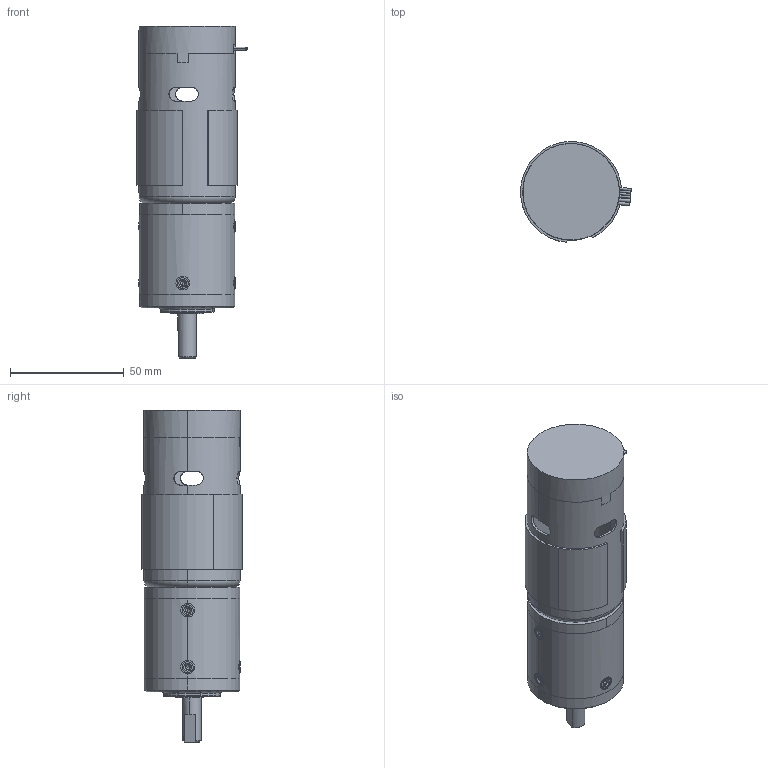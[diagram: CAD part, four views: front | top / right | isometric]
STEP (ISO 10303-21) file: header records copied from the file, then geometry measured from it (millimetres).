
FILE_DESCRIPTION (( 'STEP AP203' ), '1' );
FILE_NAME ('IG42-24(1,49).STEP', '2017-09-11T07:54:06', ( '' ), ( '' ), 'SwSTEP 2.0', 'SolidWorks 2017', '' );
FILE_SCHEMA (( 'CONFIG_CONTROL_DESIGN' ));
Length unit declared in the file: millimetre
Products named in the file (24): Part4; IG42,PG420,MG49 DC Motor; IG42-24(1,49); Part2; roulement_628_8-2z_2_01; roulement_628_8-2z_2_04; 2; roulement_625-2z_2_04; roulement_628_8-2z_2_03; (24300)M3x6; roulement_628_8-2z_2_02; roulement_625-2z_2_02; 4; roulement_625-2z_2_01; roulement_628_8-2z_2; Part3; roulement_628_8-2z_2_05; 1; retaining-ring_3cm1-8; roulement_625-2z_2_03; Part1; 3; roulement_625-2z_2_05; roulement_625-2z_2
Assembly tree (27 placements, depth 4):
  IG42-24(1,49)
    retaining-ring_3cm1-8
    1
    2
    3
    4
    (24300)M3x6  x5
    roulement_628_8-2z_2
      roulement_628_8-2z_2_01
      roulement_628_8-2z_2_02
      roulement_628_8-2z_2_03
      roulement_628_8-2z_2_04
      roulement_628_8-2z_2_05
    IG42,PG420,MG49 DC Motor
      Part1
      Part2
      Part3
      roulement_625-2z_2
        roulement_625-2z_2_01
        roulement_625-2z_2_02
        roulement_625-2z_2_03
        roulement_625-2z_2_04
        roulement_625-2z_2_05
      Part4
Bounding box: 48.57 x 44.23 x 145.9 mm (x, y, z)
Volume: 86840.1 mm3; surface area: 61190 mm2
Topology: 30 solids, 30 shells, 651 faces, 1503 edges, 947 vertices
Faces by surface type: plane 216, cylinder 214, torus 88, cone 85, sphere 38, bspline 10
Entity records: 24602 total; most frequent: CARTESIAN_POINT 10137, DIRECTION 2666, ORIENTED_EDGE 2288, AXIS2_PLACEMENT_3D 1151, EDGE_CURVE 1144, VERTEX_POINT 732, EDGE_LOOP 624, CIRCLE 613
